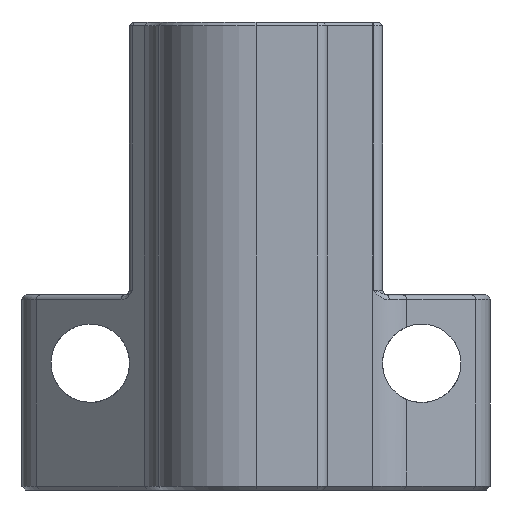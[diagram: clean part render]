
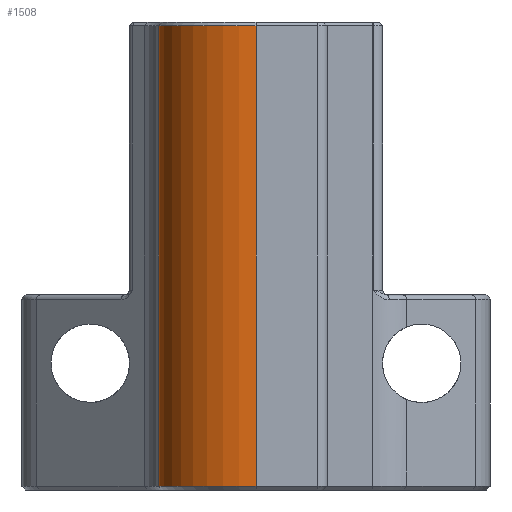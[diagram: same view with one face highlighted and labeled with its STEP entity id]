
A CAD part, left-side view. The second image highlights one B-rep face of the part: STEP entity #1508.
In plain terms, the highlighted cylindrical face has radius 10 mm (diameter 20 mm), a partial arc.
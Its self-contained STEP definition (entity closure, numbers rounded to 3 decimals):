
#64 = CARTESIAN_POINT ( 'NONE',  ( 0., 2., -23.6 ) ) ;
#103 = DIRECTION ( 'NONE',  ( 1., 0., 0. ) ) ;
#182 = FACE_OUTER_BOUND ( 'NONE', #3248, .T. ) ;
#330 = ORIENTED_EDGE ( 'NONE', *, *, #3843, .F. ) ;
#523 = VERTEX_POINT ( 'NONE', #1585 ) ;
#585 = LINE ( 'NONE', #5236, #676 ) ;
#676 = VECTOR ( 'NONE', #6414, 1000. ) ;
#889 = LINE ( 'NONE', #2473, #4668 ) ;
#988 = CIRCLE ( 'NONE', #5526, 10. ) ;
#1212 = ORIENTED_EDGE ( 'NONE', *, *, #3109, .T. ) ;
#1418 = CARTESIAN_POINT ( 'NONE',  ( 0., 2., 23.6 ) ) ;
#1505 = AXIS2_PLACEMENT_3D ( 'NONE', #64, #2834, #2805 ) ;
#1508 = ADVANCED_FACE ( 'NONE', ( #182 ), #2661, .T. ) ;
#1585 = CARTESIAN_POINT ( 'NONE',  ( -10., 2., -23.6 ) ) ;
#1971 = DIRECTION ( 'NONE',  ( 0., 0., -1. ) ) ;
#2279 = CARTESIAN_POINT ( 'NONE',  ( 0., 12., -23.6 ) ) ;
#2461 = DIRECTION ( 'NONE',  ( 1., 0., 0. ) ) ;
#2473 = CARTESIAN_POINT ( 'NONE',  ( 0., 12., -24. ) ) ;
#2661 = CYLINDRICAL_SURFACE ( 'NONE', #4280, 10. ) ;
#2805 = DIRECTION ( 'NONE',  ( 1., 0., 0. ) ) ;
#2834 = DIRECTION ( 'NONE',  ( 0., 0., 1. ) ) ;
#2977 = EDGE_CURVE ( 'NONE', #5546, #4607, #988, .T. ) ;
#3109 = EDGE_CURVE ( 'NONE', #3137, #523, #4764, .T. ) ;
#3134 = CARTESIAN_POINT ( 'NONE',  ( 0., 2., -24. ) ) ;
#3137 = VERTEX_POINT ( 'NONE', #2279 ) ;
#3248 = EDGE_LOOP ( 'NONE', ( #7048, #5682, #330, #1212 ) ) ;
#3843 = EDGE_CURVE ( 'NONE', #3137, #4607, #889, .T. ) ;
#4280 = AXIS2_PLACEMENT_3D ( 'NONE', #3134, #6403, #103 ) ;
#4527 = CARTESIAN_POINT ( 'NONE',  ( 0., 12., 23.6 ) ) ;
#4607 = VERTEX_POINT ( 'NONE', #4527 ) ;
#4668 = VECTOR ( 'NONE', #6297, 1000. ) ;
#4764 = CIRCLE ( 'NONE', #1505, 10. ) ;
#5236 = CARTESIAN_POINT ( 'NONE',  ( -10., 2., 24. ) ) ;
#5526 = AXIS2_PLACEMENT_3D ( 'NONE', #1418, #1971, #2461 ) ;
#5546 = VERTEX_POINT ( 'NONE', #6852 ) ;
#5673 = EDGE_CURVE ( 'NONE', #5546, #523, #585, .T. ) ;
#5682 = ORIENTED_EDGE ( 'NONE', *, *, #2977, .T. ) ;
#6297 = DIRECTION ( 'NONE',  ( 0., 0., 1. ) ) ;
#6403 = DIRECTION ( 'NONE',  ( 0., 0., 1. ) ) ;
#6414 = DIRECTION ( 'NONE',  ( 0., 0., -1. ) ) ;
#6852 = CARTESIAN_POINT ( 'NONE',  ( -10., 2., 23.6 ) ) ;
#7048 = ORIENTED_EDGE ( 'NONE', *, *, #5673, .F. ) ;
